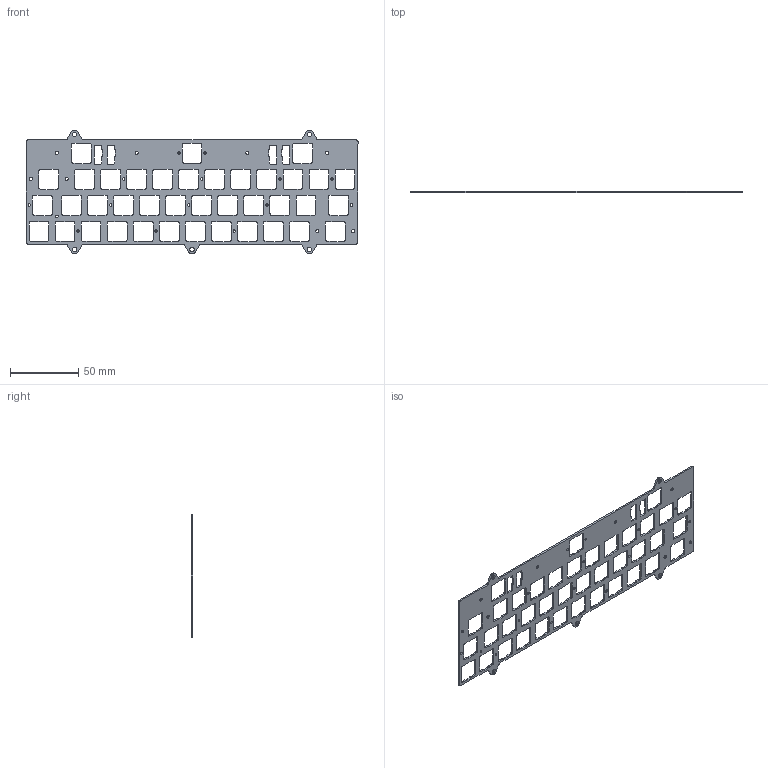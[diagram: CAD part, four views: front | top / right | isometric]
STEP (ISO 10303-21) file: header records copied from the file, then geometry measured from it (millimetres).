
FILE_DESCRIPTION (( 'STEP AP214' ), '1' );
FILE_NAME ('Minne_Topre_Big_Bar_Plate.STEP', '2023-04-09T19:57:28', ( '' ), ( '' ), 'SwSTEP 2.0', 'SolidWorks 2019', '' );
FILE_SCHEMA (( 'AUTOMOTIVE_DESIGN' ));
Length unit declared in the file: millimetre
Products named in the file (1): Minne_Topre_Big_Bar_Plate
Bounding box: 242.89 x 1.2 x 90.15 mm (x, y, z)
Volume: 12146.1 mm3; surface area: 24139.2 mm2
Topology: 1 solids, 1 shells, 716 faces, 2126 edges, 1412 vertices
Faces by surface type: cylinder 421, plane 279, cone 16
Entity records: 24618 total; most frequent: DIRECTION 4418, CARTESIAN_POINT 4255, ORIENTED_EDGE 4252, EDGE_CURVE 2126, AXIS2_PLACEMENT_3D 1575, VERTEX_POINT 1412, VECTOR 1268, LINE 1268
